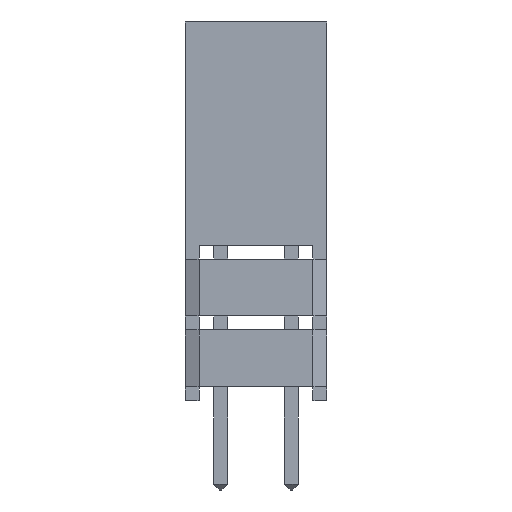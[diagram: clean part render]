
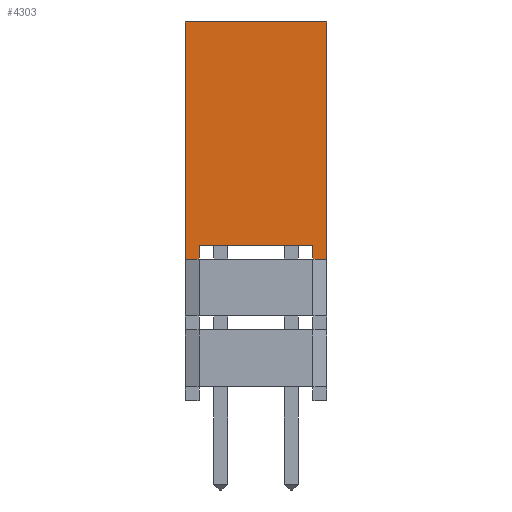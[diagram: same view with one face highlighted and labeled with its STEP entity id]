
A CAD part, left-side view. The second image highlights one B-rep face of the part: STEP entity #4303.
In plain terms, the highlighted planar face has unit normal (-1, 0, 0).
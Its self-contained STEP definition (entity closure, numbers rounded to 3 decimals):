
#2222 = VERTEX_POINT('',#2223);
#2223 = CARTESIAN_POINT('',(-1.27,-0.77,5.08));
#2268 = VERTEX_POINT('',#2269);
#2269 = CARTESIAN_POINT('',(-1.27,-1.27,5.08));
#2275 = EDGE_CURVE('',#2268,#2276,#2278,.T.);
#2276 = VERTEX_POINT('',#2277);
#2277 = CARTESIAN_POINT('',(-1.27,-1.27,13.58));
#2278 = LINE('',#2279,#2280);
#2279 = CARTESIAN_POINT('',(-1.27,-1.27,5.08));
#2280 = VECTOR('',#2281,1.);
#2281 = DIRECTION('',(0.,0.,1.));
#2685 = VERTEX_POINT('',#2686);
#2686 = CARTESIAN_POINT('',(-1.27,3.31,5.08));
#2748 = VERTEX_POINT('',#2749);
#2749 = CARTESIAN_POINT('',(-1.27,3.81,5.08));
#2755 = EDGE_CURVE('',#2748,#2756,#2758,.T.);
#2756 = VERTEX_POINT('',#2757);
#2757 = CARTESIAN_POINT('',(-1.27,3.81,13.58));
#2758 = LINE('',#2759,#2760);
#2759 = CARTESIAN_POINT('',(-1.27,3.81,5.08));
#2760 = VECTOR('',#2761,1.);
#2761 = DIRECTION('',(0.,0.,1.));
#4263 = EDGE_CURVE('',#2268,#2222,#4264,.T.);
#4264 = LINE('',#4265,#4266);
#4265 = CARTESIAN_POINT('',(-1.27,-1.27,5.08));
#4266 = VECTOR('',#4267,1.);
#4267 = DIRECTION('',(0.,1.,0.));
#4303 = ADVANCED_FACE('',(#4304),#4343,.F.);
#4304 = FACE_BOUND('',#4305,.F.);
#4305 = EDGE_LOOP('',(#4306,#4312,#4313,#4314,#4322,#4330,#4336,#4342));
#4306 = ORIENTED_EDGE('',*,*,#4307,.F.);
#4307 = EDGE_CURVE('',#2276,#2756,#4308,.T.);
#4308 = LINE('',#4309,#4310);
#4309 = CARTESIAN_POINT('',(-1.27,-1.27,13.58));
#4310 = VECTOR('',#4311,1.);
#4311 = DIRECTION('',(0.,1.,0.));
#4312 = ORIENTED_EDGE('',*,*,#2275,.F.);
#4313 = ORIENTED_EDGE('',*,*,#4263,.T.);
#4314 = ORIENTED_EDGE('',*,*,#4315,.T.);
#4315 = EDGE_CURVE('',#2222,#4316,#4318,.T.);
#4316 = VERTEX_POINT('',#4317);
#4317 = CARTESIAN_POINT('',(-1.27,-0.77,5.58));
#4318 = LINE('',#4319,#4320);
#4319 = CARTESIAN_POINT('',(-1.27,-0.77,5.08));
#4320 = VECTOR('',#4321,1.);
#4321 = DIRECTION('',(0.,0.,1.));
#4322 = ORIENTED_EDGE('',*,*,#4323,.T.);
#4323 = EDGE_CURVE('',#4316,#4324,#4326,.T.);
#4324 = VERTEX_POINT('',#4325);
#4325 = CARTESIAN_POINT('',(-1.27,3.31,5.58));
#4326 = LINE('',#4327,#4328);
#4327 = CARTESIAN_POINT('',(-1.27,-0.77,5.58));
#4328 = VECTOR('',#4329,1.);
#4329 = DIRECTION('',(0.,1.,0.));
#4330 = ORIENTED_EDGE('',*,*,#4331,.F.);
#4331 = EDGE_CURVE('',#2685,#4324,#4332,.T.);
#4332 = LINE('',#4333,#4334);
#4333 = CARTESIAN_POINT('',(-1.27,3.31,5.08));
#4334 = VECTOR('',#4335,1.);
#4335 = DIRECTION('',(0.,0.,1.));
#4336 = ORIENTED_EDGE('',*,*,#4337,.T.);
#4337 = EDGE_CURVE('',#2685,#2748,#4338,.T.);
#4338 = LINE('',#4339,#4340);
#4339 = CARTESIAN_POINT('',(-1.27,-1.27,5.08));
#4340 = VECTOR('',#4341,1.);
#4341 = DIRECTION('',(0.,1.,0.));
#4342 = ORIENTED_EDGE('',*,*,#2755,.T.);
#4343 = PLANE('',#4344);
#4344 = AXIS2_PLACEMENT_3D('',#4345,#4346,#4347);
#4345 = CARTESIAN_POINT('',(-1.27,-1.27,5.08));
#4346 = DIRECTION('',(1.,0.,0.));
#4347 = DIRECTION('',(0.,0.,1.));
